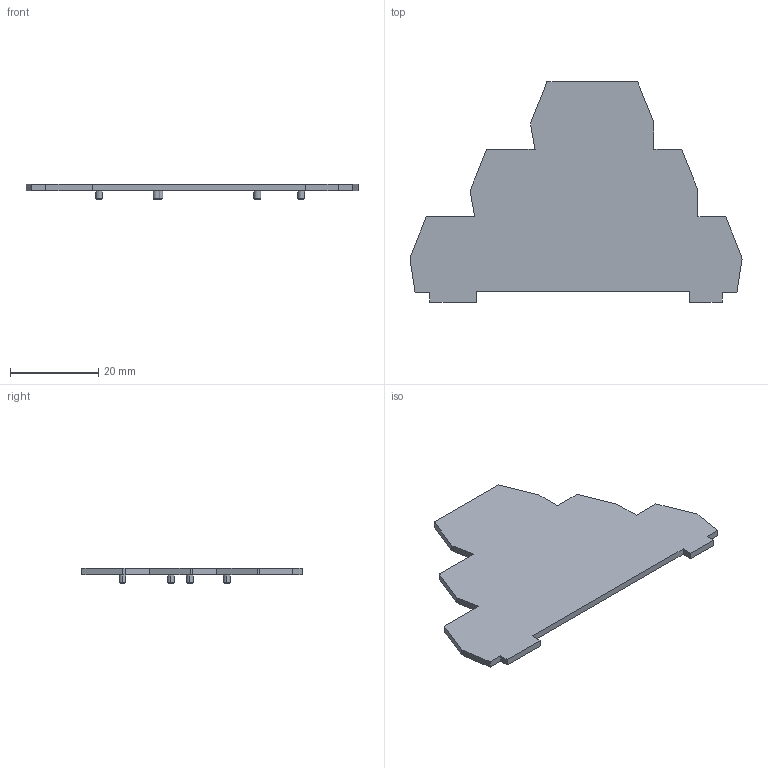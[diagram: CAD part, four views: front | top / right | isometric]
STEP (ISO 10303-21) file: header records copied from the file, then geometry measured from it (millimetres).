
FILE_DESCRIPTION (( 'STEP AP214' ), '1' );
FILE_NAME ('43542_DN-EC14.step', '2014-05-28T15:17:31', ( '' ), ( '' ), 'SwSTEP 2.0', 'SolidWorks 2013', '' );
FILE_SCHEMA (( 'AUTOMOTIVE_DESIGN' ));
Length unit declared in the file: millimetre
Products named in the file (1): 43542_DN-EC14
Bounding box: 75.4 x 50 x 3.5 mm (x, y, z)
Volume: 3664.9 mm3; surface area: 5277.2 mm2
Topology: 1 solids, 1 shells, 72 faces, 170 edges, 108 vertices
Faces by surface type: plane 40, cone 16, cylinder 16
Entity records: 2088 total; most frequent: DIRECTION 364, CARTESIAN_POINT 351, ORIENTED_EDGE 340, EDGE_CURVE 170, VECTOR 122, LINE 122, AXIS2_PLACEMENT_3D 121, VERTEX_POINT 108
